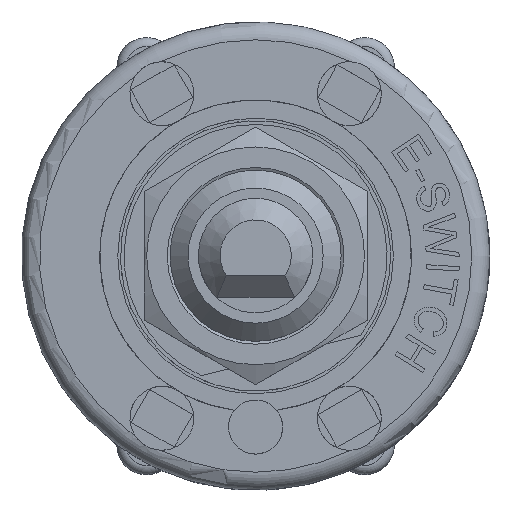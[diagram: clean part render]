
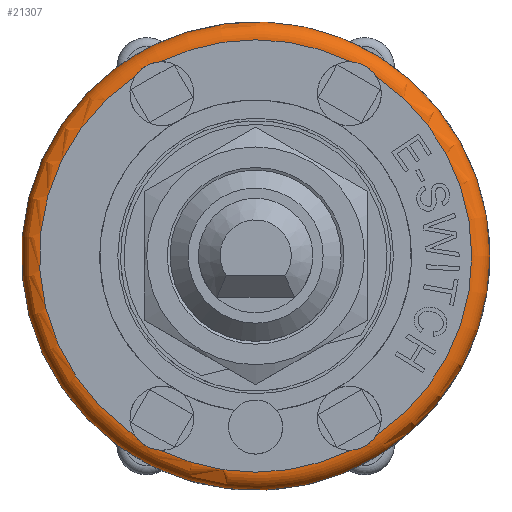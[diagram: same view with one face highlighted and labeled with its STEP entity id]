
A CAD part, top view. The second image highlights one B-rep face of the part: STEP entity #21307.
In plain terms, the highlighted toroidal (fillet/blend) face has major radius 12 mm and minor radius 1 mm.
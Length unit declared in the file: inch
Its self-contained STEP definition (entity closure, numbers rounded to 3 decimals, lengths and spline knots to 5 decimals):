
#20657=CARTESIAN_POINT('',(0.51181,0.0,0.37402));
#20658=VERTEX_POINT('',#20657);
#20659=CARTESIAN_POINT('',(0.0,0.0,0.37402));
#20660=DIRECTION('',(0.0,0.0,1.0));
#20661=DIRECTION('',(-1.0,0.0,0.0));
#20662=AXIS2_PLACEMENT_3D('',#20659,#20660,#20661);
#20663=CIRCLE('',#20662,0.51181);
#20664=EDGE_CURVE('',#20658,#20658,#20663,.T.);
#20907=CARTESIAN_POINT('',(-0.26379,0.39194,0.41339));
#20908=VERTEX_POINT('',#20907);
#20917=CARTESIAN_POINT('',(-0.20753,0.42442,0.41339));
#20918=VERTEX_POINT('',#20917);
#20926=CARTESIAN_POINT('',(-0.26379,0.39194,0.41339));
#20927=CARTESIAN_POINT('',(-0.26063,0.39693,0.41339));
#20928=CARTESIAN_POINT('',(-0.25684,0.40153,0.41318));
#20929=CARTESIAN_POINT('',(-0.25019,0.40776,0.41294));
#20930=CARTESIAN_POINT('',(-0.24774,0.40975,0.41287));
#20931=CARTESIAN_POINT('',(-0.24411,0.41233,0.41281));
#20932=CARTESIAN_POINT('',(-0.24303,0.41306,0.41279));
#20933=CARTESIAN_POINT('',(-0.24115,0.41424,0.41278));
#20934=CARTESIAN_POINT('',(-0.24035,0.41472,0.41278));
#20935=CARTESIAN_POINT('',(-0.23874,0.41565,0.41278));
#20936=CARTESIAN_POINT('',(-0.23791,0.4161,0.41278));
#20937=CARTESIAN_POINT('',(-0.23586,0.41717,0.4128));
#20938=CARTESIAN_POINT('',(-0.23462,0.41777,0.41281));
#20939=CARTESIAN_POINT('',(-0.23029,0.41972,0.41288));
#20940=CARTESIAN_POINT('',(-0.22713,0.42087,0.41296));
#20941=CARTESIAN_POINT('',(-0.2184,0.42336,0.41321));
#20942=CARTESIAN_POINT('',(-0.2129,0.4242,0.41339));
#20943=CARTESIAN_POINT('',(-0.20753,0.42442,0.41339));
#20944=B_SPLINE_CURVE_WITH_KNOTS('',3,(#20926,#20927,#20928,#20929,#20930,#20931,#20932,#20933,#20934,#20935,#20936,#20937,#20938,#20939,#20940,#20941,#20942,#20943),.UNSPECIFIED.,.F.,.U.,(4,2,2,2,2,2,2,2,4),(-0.30321,-0.28459,-0.27477,-0.27072,-0.26786,-0.26495,-0.2607,-0.25033,-0.23279),.UNSPECIFIED.);
#20945=EDGE_CURVE('',#20908,#20918,#20944,.T.);
#20981=CARTESIAN_POINT('',(-0.26379,-0.39194,0.41339));
#20982=VERTEX_POINT('',#20981);
#20992=CARTESIAN_POINT('',(-0.20753,-0.42442,0.41339));
#20993=VERTEX_POINT('',#20992);
#20994=CARTESIAN_POINT('',(-0.20753,-0.42442,0.41339));
#20995=CARTESIAN_POINT('',(-0.21344,-0.42418,0.41339));
#20996=CARTESIAN_POINT('',(-0.21932,-0.42319,0.41318));
#20997=CARTESIAN_POINT('',(-0.22803,-0.42055,0.41294));
#20998=CARTESIAN_POINT('',(-0.23098,-0.41943,0.41287));
#20999=CARTESIAN_POINT('',(-0.23503,-0.41757,0.41281));
#21000=CARTESIAN_POINT('',(-0.2362,-0.417,0.41279));
#21001=CARTESIAN_POINT('',(-0.23817,-0.41596,0.41278));
#21002=CARTESIAN_POINT('',(-0.23898,-0.41551,0.41278));
#21003=CARTESIAN_POINT('',(-0.24059,-0.41458,0.41278));
#21004=CARTESIAN_POINT('',(-0.2414,-0.41409,0.41278));
#21005=CARTESIAN_POINT('',(-0.24335,-0.41285,0.4128));
#21006=CARTESIAN_POINT('',(-0.24449,-0.41207,0.41281));
#21007=CARTESIAN_POINT('',(-0.24834,-0.4093,0.41288));
#21008=CARTESIAN_POINT('',(-0.25092,-0.40713,0.41296));
#21009=CARTESIAN_POINT('',(-0.25744,-0.40082,0.41321));
#21010=CARTESIAN_POINT('',(-0.26092,-0.39648,0.41339));
#21011=CARTESIAN_POINT('',(-0.26379,-0.39194,0.41339));
#21012=B_SPLINE_CURVE_WITH_KNOTS('',3,(#20994,#20995,#20996,#20997,#20998,#20999,#21000,#21001,#21002,#21003,#21004,#21005,#21006,#21007,#21008,#21009,#21010,#21011),.UNSPECIFIED.,.F.,.U.,(4,2,2,2,2,2,2,2,4),(-0.30321,-0.28459,-0.27477,-0.27072,-0.26786,-0.26495,-0.2607,-0.25033,-0.23279),.UNSPECIFIED.);
#21013=EDGE_CURVE('',#20993,#20982,#21012,.T.);
#21081=CARTESIAN_POINT('',(0.20753,-0.42442,0.41339));
#21082=VERTEX_POINT('',#21081);
#21092=CARTESIAN_POINT('',(0.26379,-0.39194,0.41339));
#21093=VERTEX_POINT('',#21092);
#21094=CARTESIAN_POINT('',(0.26379,-0.39194,0.41339));
#21095=CARTESIAN_POINT('',(0.26063,-0.39693,0.41339));
#21096=CARTESIAN_POINT('',(0.25684,-0.40153,0.41318));
#21097=CARTESIAN_POINT('',(0.25019,-0.40776,0.41294));
#21098=CARTESIAN_POINT('',(0.24774,-0.40975,0.41287));
#21099=CARTESIAN_POINT('',(0.24411,-0.41233,0.41281));
#21100=CARTESIAN_POINT('',(0.24303,-0.41306,0.41279));
#21101=CARTESIAN_POINT('',(0.24115,-0.41424,0.41278));
#21102=CARTESIAN_POINT('',(0.24035,-0.41472,0.41278));
#21103=CARTESIAN_POINT('',(0.23874,-0.41565,0.41278));
#21104=CARTESIAN_POINT('',(0.23791,-0.4161,0.41278));
#21105=CARTESIAN_POINT('',(0.23586,-0.41717,0.4128));
#21106=CARTESIAN_POINT('',(0.23462,-0.41777,0.41281));
#21107=CARTESIAN_POINT('',(0.23029,-0.41972,0.41288));
#21108=CARTESIAN_POINT('',(0.22713,-0.42087,0.41296));
#21109=CARTESIAN_POINT('',(0.2184,-0.42336,0.41321));
#21110=CARTESIAN_POINT('',(0.2129,-0.4242,0.41339));
#21111=CARTESIAN_POINT('',(0.20753,-0.42442,0.41339));
#21112=B_SPLINE_CURVE_WITH_KNOTS('',3,(#21094,#21095,#21096,#21097,#21098,#21099,#21100,#21101,#21102,#21103,#21104,#21105,#21106,#21107,#21108,#21109,#21110,#21111),.UNSPECIFIED.,.F.,.U.,(4,2,2,2,2,2,2,2,4),(-0.30321,-0.28459,-0.27477,-0.27072,-0.26786,-0.26495,-0.2607,-0.25033,-0.23279),.UNSPECIFIED.);
#21113=EDGE_CURVE('',#21093,#21082,#21112,.T.);
#21207=CARTESIAN_POINT('',(0.20753,0.42442,0.41339));
#21208=VERTEX_POINT('',#21207);
#21217=CARTESIAN_POINT('',(0.26379,0.39194,0.41339));
#21218=VERTEX_POINT('',#21217);
#21226=CARTESIAN_POINT('',(0.20753,0.42442,0.41339));
#21227=CARTESIAN_POINT('',(0.21344,0.42418,0.41339));
#21228=CARTESIAN_POINT('',(0.21932,0.42319,0.41318));
#21229=CARTESIAN_POINT('',(0.22803,0.42055,0.41294));
#21230=CARTESIAN_POINT('',(0.23098,0.41943,0.41287));
#21231=CARTESIAN_POINT('',(0.23503,0.41757,0.41281));
#21232=CARTESIAN_POINT('',(0.2362,0.417,0.41279));
#21233=CARTESIAN_POINT('',(0.23817,0.41596,0.41278));
#21234=CARTESIAN_POINT('',(0.23898,0.41551,0.41278));
#21235=CARTESIAN_POINT('',(0.24059,0.41458,0.41278));
#21236=CARTESIAN_POINT('',(0.2414,0.41409,0.41278));
#21237=CARTESIAN_POINT('',(0.24335,0.41285,0.4128));
#21238=CARTESIAN_POINT('',(0.24449,0.41207,0.41281));
#21239=CARTESIAN_POINT('',(0.24834,0.4093,0.41288));
#21240=CARTESIAN_POINT('',(0.25092,0.40713,0.41296));
#21241=CARTESIAN_POINT('',(0.25744,0.40082,0.41321));
#21242=CARTESIAN_POINT('',(0.26092,0.39648,0.41339));
#21243=CARTESIAN_POINT('',(0.26379,0.39194,0.41339));
#21244=B_SPLINE_CURVE_WITH_KNOTS('',3,(#21226,#21227,#21228,#21229,#21230,#21231,#21232,#21233,#21234,#21235,#21236,#21237,#21238,#21239,#21240,#21241,#21242,#21243),.UNSPECIFIED.,.F.,.U.,(4,2,2,2,2,2,2,2,4),(-0.30321,-0.28459,-0.27477,-0.27072,-0.26786,-0.26495,-0.2607,-0.25033,-0.23279),.UNSPECIFIED.);
#21245=EDGE_CURVE('',#21208,#21218,#21244,.T.);
#21265=CARTESIAN_POINT('',(0.0,0.0,0.37402));
#21266=DIRECTION('',(0.0,0.0,-1.0));
#21267=DIRECTION('',(-1.0,0.0,0.0));
#21268=AXIS2_PLACEMENT_3D('',#21265,#21266,#21267);
#21269=TOROIDAL_SURFACE('',#21268,0.47244,0.03937);
#21270=ORIENTED_EDGE('',*,*,#20664,.T.);
#21271=EDGE_LOOP('',(#21270));
#21272=FACE_OUTER_BOUND('',#21271,.T.);
#21273=CARTESIAN_POINT('',(0.0,0.0,0.41339));
#21274=DIRECTION('',(0.0,0.0,-1.0));
#21275=DIRECTION('',(-1.0,0.0,0.0));
#21276=AXIS2_PLACEMENT_3D('',#21273,#21274,#21275);
#21277=CIRCLE('',#21276,0.47244);
#21278=EDGE_CURVE('',#20982,#20908,#21277,.T.);
#21279=ORIENTED_EDGE('',*,*,#21278,.T.);
#21280=ORIENTED_EDGE('',*,*,#20945,.T.);
#21281=CARTESIAN_POINT('',(0.0,0.0,0.41339));
#21282=DIRECTION('',(0.0,0.0,-1.0));
#21283=DIRECTION('',(-1.0,0.0,0.0));
#21284=AXIS2_PLACEMENT_3D('',#21281,#21282,#21283);
#21285=CIRCLE('',#21284,0.47244);
#21286=EDGE_CURVE('',#20918,#21208,#21285,.T.);
#21287=ORIENTED_EDGE('',*,*,#21286,.T.);
#21288=ORIENTED_EDGE('',*,*,#21245,.T.);
#21289=CARTESIAN_POINT('',(0.0,0.0,0.41339));
#21290=DIRECTION('',(0.0,0.0,-1.0));
#21291=DIRECTION('',(-1.0,0.0,0.0));
#21292=AXIS2_PLACEMENT_3D('',#21289,#21290,#21291);
#21293=CIRCLE('',#21292,0.47244);
#21294=EDGE_CURVE('',#21218,#21093,#21293,.T.);
#21295=ORIENTED_EDGE('',*,*,#21294,.T.);
#21296=ORIENTED_EDGE('',*,*,#21113,.T.);
#21297=CARTESIAN_POINT('',(0.0,0.0,0.41339));
#21298=DIRECTION('',(0.0,0.0,-1.0));
#21299=DIRECTION('',(-1.0,0.0,0.0));
#21300=AXIS2_PLACEMENT_3D('',#21297,#21298,#21299);
#21301=CIRCLE('',#21300,0.47244);
#21302=EDGE_CURVE('',#21082,#20993,#21301,.T.);
#21303=ORIENTED_EDGE('',*,*,#21302,.T.);
#21304=ORIENTED_EDGE('',*,*,#21013,.T.);
#21305=EDGE_LOOP('',(#21279,#21280,#21287,#21288,#21295,#21296,#21303,#21304));
#21306=FACE_BOUND('',#21305,.T.);
#21307=ADVANCED_FACE('',(#21272,#21306),#21269,.T.);
